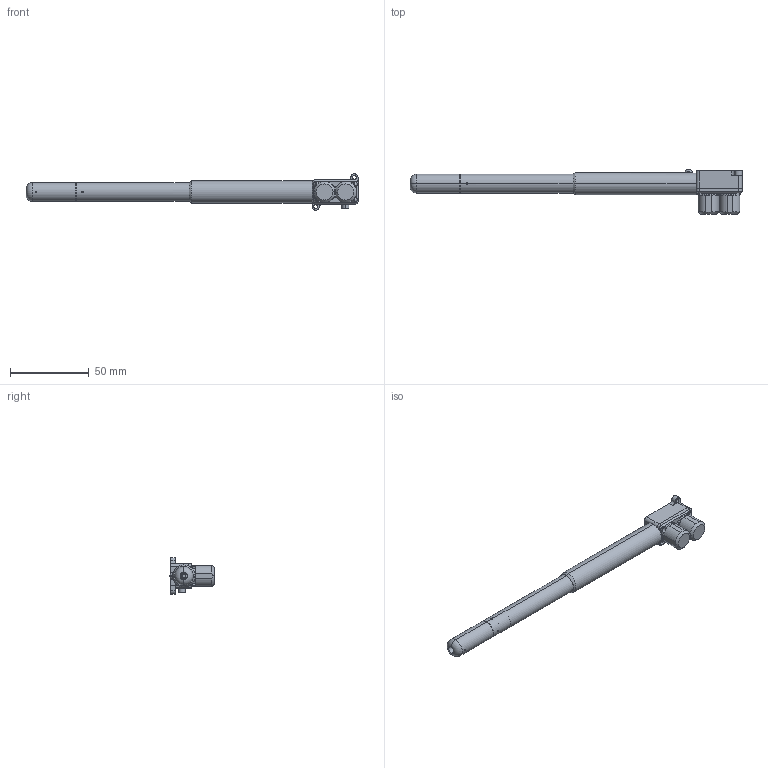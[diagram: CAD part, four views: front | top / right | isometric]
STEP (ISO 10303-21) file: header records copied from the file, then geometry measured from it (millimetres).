
FILE_DESCRIPTION (( 'STEP AP203' ), '1' );
FILE_NAME ('468339.90.345.STEP', '2014-07-23T11:46:44', ( 'Dmitriy_K' ), ( '' ), 'SwSTEP 2.0', 'SolidWorks 2013', '' );
FILE_SCHEMA (( 'CONFIG_CONTROL_DESIGN' ));
Length unit declared in the file: millimetre
Products named in the file (1): 468339.90.345
Bounding box: 210.9 x 28.37 x 23.09 mm (x, y, z)
Volume: 20324.9 mm3; surface area: 23144.3 mm2
Topology: 16 solids, 16 shells, 468 faces, 1154 edges, 726 vertices
Faces by surface type: cylinder 214, plane 148, cone 74, torus 22, bspline 10
Entity records: 14765 total; most frequent: CARTESIAN_POINT 3431, DIRECTION 2462, ORIENTED_EDGE 2292, EDGE_CURVE 1146, AXIS2_PLACEMENT_3D 981, VERTEX_POINT 726, EDGE_LOOP 536, CIRCLE 522
